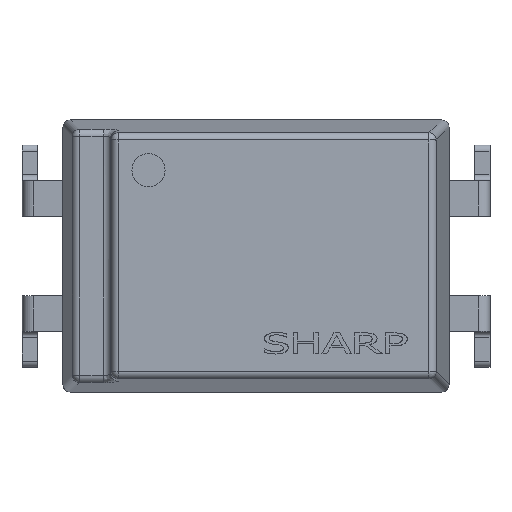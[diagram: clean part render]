
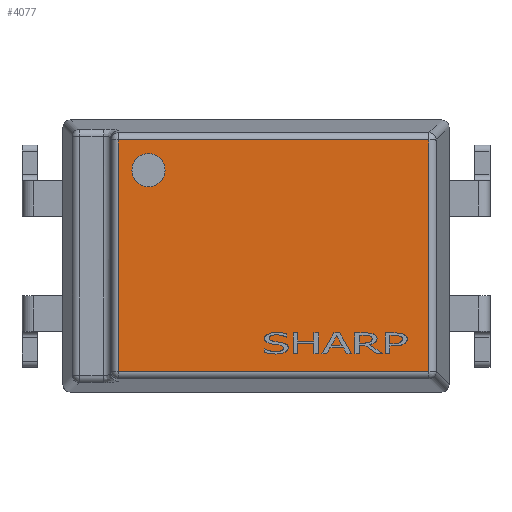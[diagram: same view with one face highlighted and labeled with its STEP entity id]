
A CAD part, top view. The second image highlights one B-rep face of the part: STEP entity #4077.
In plain terms, the highlighted planar face has unit normal (0, 0, 1).
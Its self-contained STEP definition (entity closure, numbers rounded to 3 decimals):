
#268=PLANE('',#4391);
#450=FACE_OUTER_BOUND('',#682,.T.);
#682=EDGE_LOOP('',(#3314,#3315,#3316,#3317));
#1031=LINE('',#6112,#1468);
#1034=LINE('',#6123,#1471);
#1035=LINE('',#6130,#1472);
#1037=LINE('',#6139,#1474);
#1468=VECTOR('',#5042,5.228);
#1471=VECTOR('',#5053,3.9);
#1472=VECTOR('',#5062,5.228);
#1474=VECTOR('',#5074,3.9);
#1932=VERTEX_POINT('',#6109);
#1933=VERTEX_POINT('',#6111);
#1935=VERTEX_POINT('',#6117);
#1939=VERTEX_POINT('',#6129);
#2410=EDGE_CURVE('',#1932,#1933,#1031,.T.);
#2416=EDGE_CURVE('',#1933,#1935,#1034,.T.);
#2419=EDGE_CURVE('',#1935,#1939,#1035,.T.);
#2424=EDGE_CURVE('',#1939,#1932,#1037,.T.);
#3314=ORIENTED_EDGE('',*,*,#2410,.F.);
#3315=ORIENTED_EDGE('',*,*,#2424,.F.);
#3316=ORIENTED_EDGE('',*,*,#2419,.F.);
#3317=ORIENTED_EDGE('',*,*,#2416,.F.);
#4077=ADVANCED_FACE('',(#450),#268,.T.);
#4391=AXIS2_PLACEMENT_3D('',#6179,#5117,#5118);
#5042=DIRECTION('',(-1.,0.,0.));
#5053=DIRECTION('',(0.,1.,0.));
#5062=DIRECTION('',(1.,0.,0.));
#5074=DIRECTION('',(0.,-1.,0.));
#5117=DIRECTION('center_axis',(0.,0.,1.));
#5118=DIRECTION('ref_axis',(1.,0.,0.));
#6109=CARTESIAN_POINT('',(2.91,-1.95,4.8));
#6111=CARTESIAN_POINT('',(-2.318,-1.95,4.8));
#6112=CARTESIAN_POINT('',(-0.813,-1.95,4.8));
#6117=CARTESIAN_POINT('',(-2.318,1.95,4.8));
#6123=CARTESIAN_POINT('',(-2.318,1.521,4.8));
#6129=CARTESIAN_POINT('',(2.91,1.95,4.8));
#6130=CARTESIAN_POINT('',(0.812,1.95,4.8));
#6139=CARTESIAN_POINT('',(2.91,-0.573,4.8));
#6179=CARTESIAN_POINT('Origin',(0.,0.,4.8));
